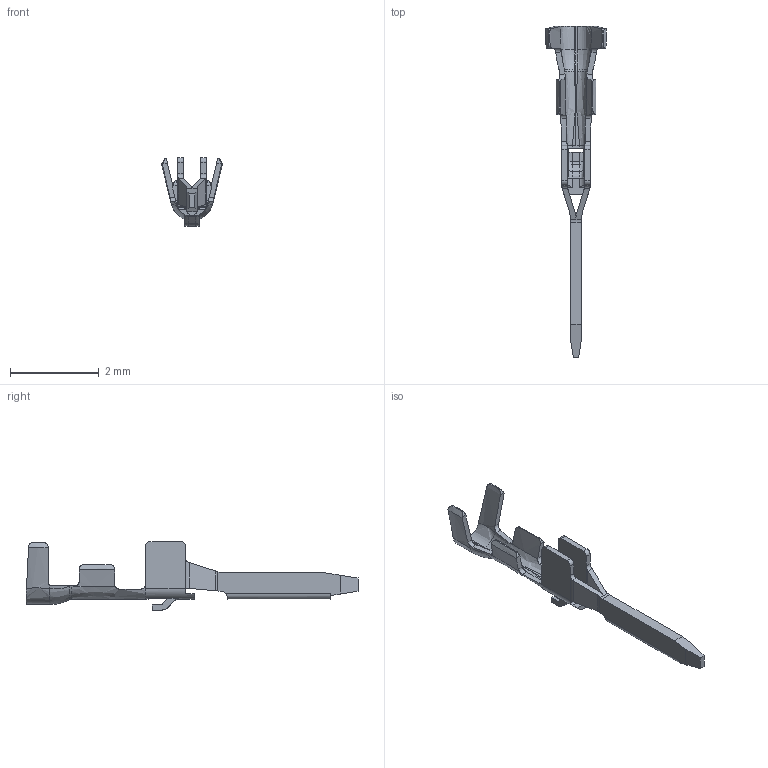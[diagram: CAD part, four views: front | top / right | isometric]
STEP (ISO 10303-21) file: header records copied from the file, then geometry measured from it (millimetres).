
FILE_DESCRIPTION((''),'2;1');
FILE_NAME('91225-0000X','2009-09-10T',('ouchwu'),(''),'PRO/ENGINEER BY PARAMETRIC TECHNOLOGY CORPORATION, 2007450','PRO/ENGINEER BY PARAMETRIC TECHNOLOGY CORPORATION, 2007450','');
FILE_SCHEMA(('CONFIG_CONTROL_DESIGN'));
Length unit declared in the file: millimetre
Products named in the file (1): 91225-0000X
Bounding box: 1.38 x 7.5 x 1.55 mm (x, y, z)
Volume: 1.3 mm3; surface area: 22.7 mm2
Topology: 1 solids, 1 shells, 175 faces, 485 edges, 308 vertices
Faces by surface type: bspline 70, plane 64, cylinder 41
Entity records: 8718 total; most frequent: CARTESIAN_POINT 4863, ORIENTED_EDGE 970, DIRECTION 506, EDGE_CURVE 485, VERTEX_POINT 308, B_SPLINE_CURVE_WITH_KNOTS 235, VECTOR 204, LINE 204
